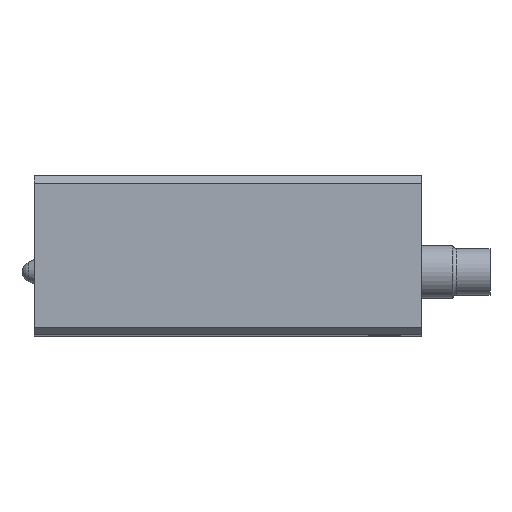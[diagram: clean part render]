
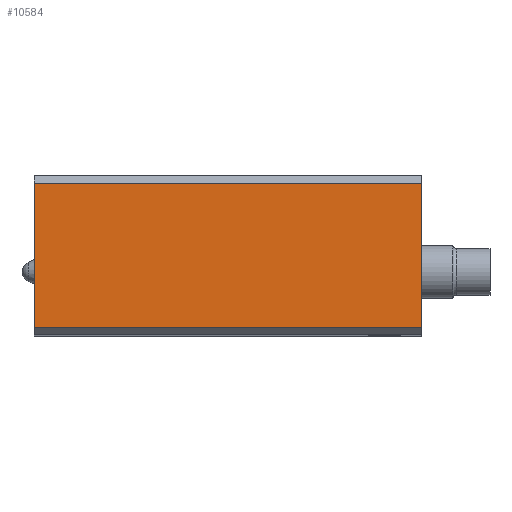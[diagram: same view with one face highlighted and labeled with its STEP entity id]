
A CAD part, top view. The second image highlights one B-rep face of the part: STEP entity #10584.
In plain terms, the highlighted planar face has unit normal (0, 0, 1).
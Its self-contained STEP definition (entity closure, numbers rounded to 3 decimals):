
#29=DIRECTION('',(0.,-1.,0.));
#30=VECTOR('',#29,13.61);
#31=CARTESIAN_POINT('',(-18.27,6.805,37.465));
#32=LINE('',#31,#30);
#1143=DIRECTION('',(1.,0.,0.));
#1144=VECTOR('',#1143,36.54);
#1145=CARTESIAN_POINT('',(-18.27,-6.805,37.465));
#1146=LINE('',#1145,#1144);
#1151=DIRECTION('',(1.,0.,0.));
#1152=VECTOR('',#1151,36.54);
#1153=CARTESIAN_POINT('',(-18.27,6.805,37.465));
#1154=LINE('',#1153,#1152);
#1191=DIRECTION('',(0.,-1.,0.));
#1192=VECTOR('',#1191,13.61);
#1193=CARTESIAN_POINT('',(18.27,6.805,37.465));
#1194=LINE('',#1193,#1192);
#7517=CARTESIAN_POINT('',(-18.27,6.805,37.465));
#7518=CARTESIAN_POINT('',(18.27,6.805,37.465));
#7519=VERTEX_POINT('',#7517);
#7520=VERTEX_POINT('',#7518);
#7537=CARTESIAN_POINT('',(-18.27,-6.805,37.465));
#7538=CARTESIAN_POINT('',(18.27,-6.805,37.465));
#7539=VERTEX_POINT('',#7537);
#7540=VERTEX_POINT('',#7538);
#10571=CARTESIAN_POINT('',(-18.27,7.505,37.465));
#10572=DIRECTION('',(0.,0.,1.));
#10573=DIRECTION('',(0.,-1.,0.));
#10574=AXIS2_PLACEMENT_3D('',#10571,#10572,#10573);
#10575=PLANE('',#10574);
#10576=ORIENTED_EDGE('',*,*,#9910,.F.);
#10578=ORIENTED_EDGE('',*,*,#10577,.T.);
#10580=ORIENTED_EDGE('',*,*,#10579,.T.);
#10581=ORIENTED_EDGE('',*,*,#10564,.F.);
#10582=EDGE_LOOP('',(#10576,#10578,#10580,#10581));
#10583=FACE_OUTER_BOUND('',#10582,.F.);
#10584=ADVANCED_FACE('',(#10583),#10575,.T.);
#9910=EDGE_CURVE('',#7519,#7539,#32,.T.);
#10564=EDGE_CURVE('',#7539,#7540,#1146,.T.);
#10577=EDGE_CURVE('',#7519,#7520,#1154,.T.);
#10579=EDGE_CURVE('',#7520,#7540,#1194,.T.);
